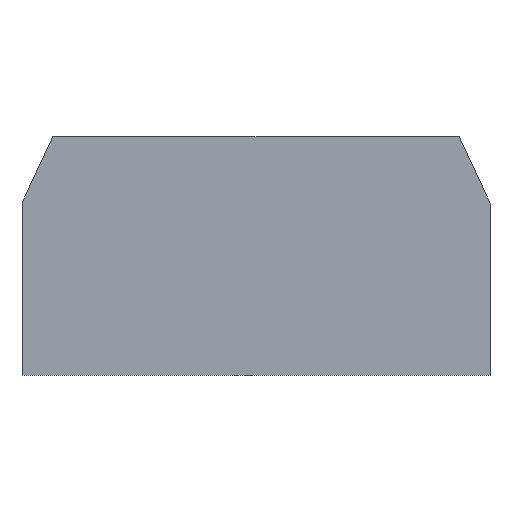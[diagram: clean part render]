
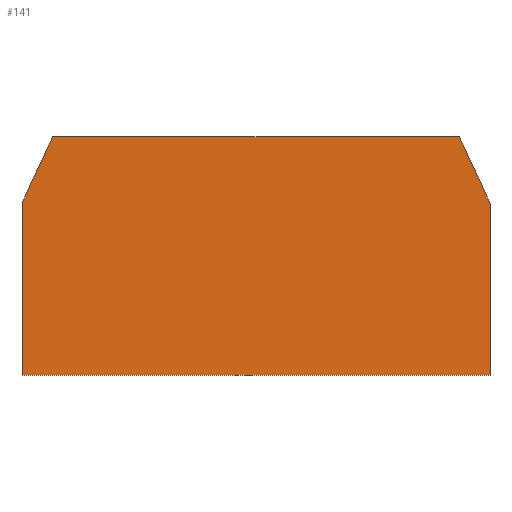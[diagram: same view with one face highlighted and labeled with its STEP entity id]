
A CAD part, left-side view. The second image highlights one B-rep face of the part: STEP entity #141.
In plain terms, the highlighted planar face has unit normal (-1, 0, 0).
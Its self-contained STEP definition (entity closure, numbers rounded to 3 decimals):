
#86=CARTESIAN_POINT('',(-2.2,0.,26.5));
#87=DIRECTION('',(0.,1.,0.));
#88=DIRECTION('',(1.,0.,0.));
#89=AXIS2_PLACEMENT_3D('',#86,#88,#87);
#90=PLANE('',#89);
#91=CARTESIAN_POINT('',(-2.2,-26.5,0.));
#92=VERTEX_POINT('',#91);
#93=CARTESIAN_POINT('',(-2.2,26.5,0.));
#94=VERTEX_POINT('',#93);
#95=CARTESIAN_POINT('',(-2.2,-26.5,0.));
#96=DIRECTION('',(0.,1.,0.));
#97=VECTOR('',#96,53.);
#98=LINE('',#95,#97);
#99=EDGE_CURVE('',#92,#94,#98,.T.);
#100=ORIENTED_EDGE('E7',*,*,#99,.T.);
#101=CARTESIAN_POINT('',(-2.2,26.5,19.5));
#102=VERTEX_POINT('',#101);
#103=CARTESIAN_POINT('',(-2.2,26.5,0.));
#104=DIRECTION('',(0.,0.,1.));
#105=VECTOR('',#104,19.5);
#106=LINE('',#103,#105);
#107=EDGE_CURVE('',#94,#102,#106,.T.);
#108=ORIENTED_EDGE('E8',*,*,#107,.T.);
#109=CARTESIAN_POINT('',(-2.2,23.,27.));
#110=VERTEX_POINT('',#109);
#111=CARTESIAN_POINT('',(-2.2,26.5,19.5));
#112=DIRECTION('',(0.,-0.423,0.906));
#113=VECTOR('',#112,8.276);
#114=LINE('',#111,#113);
#115=EDGE_CURVE('',#102,#110,#114,.T.);
#116=ORIENTED_EDGE('E9',*,*,#115,.T.);
#117=CARTESIAN_POINT('',(-2.2,-23.,27.));
#118=VERTEX_POINT('',#117);
#119=CARTESIAN_POINT('',(-2.2,23.,27.));
#120=DIRECTION('',(0.,-1.,0.));
#121=VECTOR('',#120,46.);
#122=LINE('',#119,#121);
#123=EDGE_CURVE('',#110,#118,#122,.T.);
#124=ORIENTED_EDGE('E10',*,*,#123,.T.);
#125=CARTESIAN_POINT('',(-2.2,-26.5,19.5));
#126=VERTEX_POINT('',#125);
#127=CARTESIAN_POINT('',(-2.2,-23.,27.));
#128=DIRECTION('',(0.,-0.423,-0.906));
#129=VECTOR('',#128,8.276);
#130=LINE('',#127,#129);
#131=EDGE_CURVE('',#118,#126,#130,.T.);
#132=ORIENTED_EDGE('E11',*,*,#131,.T.);
#133=CARTESIAN_POINT('',(-2.2,-26.5,19.5));
#134=DIRECTION('',(0.,0.,-1.));
#135=VECTOR('',#134,19.5);
#136=LINE('',#133,#135);
#137=EDGE_CURVE('',#126,#92,#136,.T.);
#138=ORIENTED_EDGE('E12',*,*,#137,.T.);
#139=EDGE_LOOP('',(#100,#108,#116,#124,#132,#138));
#140=FACE_OUTER_BOUND('',#139,.F.);
#141=ADVANCED_FACE('F2',(#140),#90,.F.);
